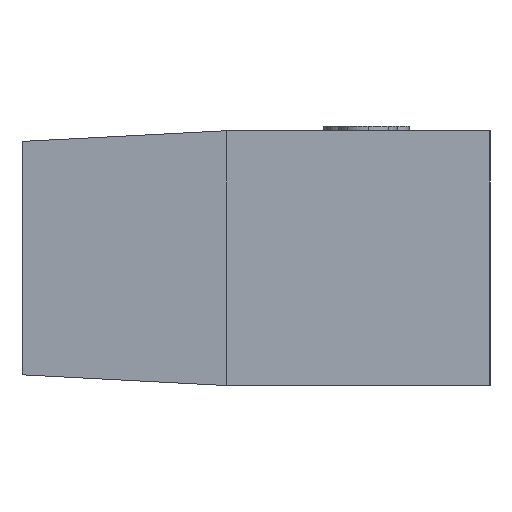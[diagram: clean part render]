
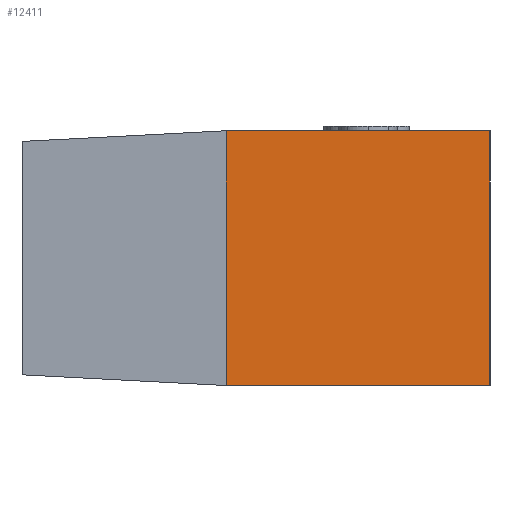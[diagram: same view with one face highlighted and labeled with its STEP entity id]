
A CAD part, left-side view. The second image highlights one B-rep face of the part: STEP entity #12411.
In plain terms, the highlighted planar face has unit normal (-1, 0, 0).
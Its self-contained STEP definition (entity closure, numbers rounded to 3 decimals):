
#7 = ORIENTED_EDGE ( 'NONE', *, *, #1713, .T. ) ;
#160 = PLANE ( 'NONE',  #6799 ) ;
#264 = VECTOR ( 'NONE', #12291, 1000. ) ;
#383 = EDGE_LOOP ( 'NONE', ( #8112, #8419, #14645, #7 ) ) ;
#1291 = CARTESIAN_POINT ( 'NONE',  ( -0.86, -0.01, 0.599 ) ) ;
#1713 = EDGE_CURVE ( 'NONE', #6426, #11764, #6170, .T. ) ;
#1858 = LINE ( 'NONE', #5402, #264 ) ;
#2092 = CARTESIAN_POINT ( 'NONE',  ( -0.86, 0.61, 0.599 ) ) ;
#2278 = VERTEX_POINT ( 'NONE', #3253 ) ;
#2873 = DIRECTION ( 'NONE',  ( 0., 0., 1. ) ) ;
#3253 = CARTESIAN_POINT ( 'NONE',  ( -0.86, 0.61, 0.001 ) ) ;
#4974 = CARTESIAN_POINT ( 'NONE',  ( -0.86, 0.61, 0.599 ) ) ;
#5250 = VECTOR ( 'NONE', #2873, 1000. ) ;
#5348 = EDGE_CURVE ( 'NONE', #2278, #8003, #9674, .T. ) ;
#5402 = CARTESIAN_POINT ( 'NONE',  ( -0.86, -0.01, 0.599 ) ) ;
#5981 = CARTESIAN_POINT ( 'NONE',  ( -0.86, -0.01, 0.001 ) ) ;
#6170 = LINE ( 'NONE', #13280, #10729 ) ;
#6426 = VERTEX_POINT ( 'NONE', #5981 ) ;
#6799 = AXIS2_PLACEMENT_3D ( 'NONE', #1291, #9156, #13825 ) ;
#6925 = CARTESIAN_POINT ( 'NONE',  ( -0.86, -0.01, 0.599 ) ) ;
#6985 = VECTOR ( 'NONE', #12257, 1000. ) ;
#7352 = EDGE_CURVE ( 'NONE', #6426, #2278, #7538, .T. ) ;
#7538 = LINE ( 'NONE', #9767, #6985 ) ;
#8003 = VERTEX_POINT ( 'NONE', #2092 ) ;
#8112 = ORIENTED_EDGE ( 'NONE', *, *, #11666, .T. ) ;
#8419 = ORIENTED_EDGE ( 'NONE', *, *, #5348, .F. ) ;
#9156 = DIRECTION ( 'NONE',  ( -1., 0., 0. ) ) ;
#9674 = LINE ( 'NONE', #4974, #5250 ) ;
#9767 = CARTESIAN_POINT ( 'NONE',  ( -0.86, -0.01, 0.001 ) ) ;
#10729 = VECTOR ( 'NONE', #10878, 1000. ) ;
#10878 = DIRECTION ( 'NONE',  ( 0., 0., 1. ) ) ;
#11505 = FACE_OUTER_BOUND ( 'NONE', #383, .T. ) ;
#11666 = EDGE_CURVE ( 'NONE', #11764, #8003, #1858, .T. ) ;
#11764 = VERTEX_POINT ( 'NONE', #6925 ) ;
#12257 = DIRECTION ( 'NONE',  ( 0., 1., 0. ) ) ;
#12291 = DIRECTION ( 'NONE',  ( 0., 1., 0. ) ) ;
#12411 = ADVANCED_FACE ( 'NONE', ( #11505 ), #160, .T. ) ;
#13280 = CARTESIAN_POINT ( 'NONE',  ( -0.86, -0.01, 0.599 ) ) ;
#13825 = DIRECTION ( 'NONE',  ( 0., 0., 1. ) ) ;
#14645 = ORIENTED_EDGE ( 'NONE', *, *, #7352, .F. ) ;
